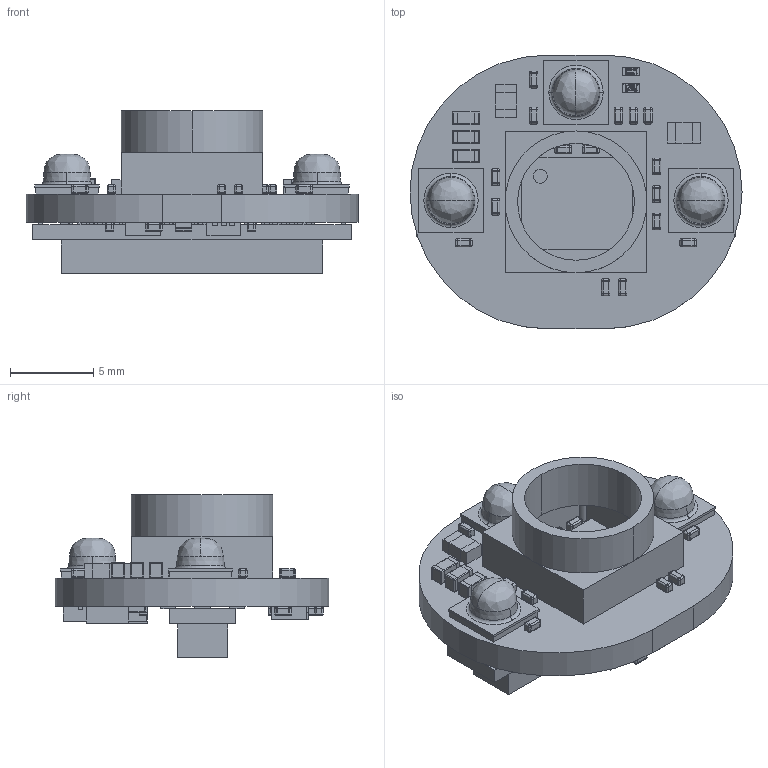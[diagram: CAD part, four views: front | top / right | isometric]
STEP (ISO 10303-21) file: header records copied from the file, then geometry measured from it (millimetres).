
FILE_DESCRIPTION(('Open CASCADE Model'),'2;1');
FILE_NAME('Open CASCADE Shape Model','2018-01-24T03:30:49',('Author'),( 'Open CASCADE'),'Open CASCADE STEP processor 6.8','Open CASCADE 6.8' ,'Unknown');
FILE_SCHEMA(('AUTOMOTIVE_DESIGN { 1 0 10303 214 1 1 1 1 }'));
Length unit declared in the file: millimetre
Products named in the file (84): PCB; Board; C31; CAPC1005X55N_EIA_0402; L2; LQM21NN0_1-2_2u; L1; JP1; 60R-JMDSS-G-1-TF(S); D3; SFH_4715AS_110615_geometry_RGB13421772; D2; D1; U6; 6444022080; Open_CASCADE_STEP_translator_6.8_14.1; Body; Open_CASCADE_STEP_translator_6.8_14.2.1; ball; U5; 5793697024; Open_CASCADE_STEP_translator_6.8_24.1; Open_CASCADE_STEP_translator_6.8_24.2.1; Thermal_Shape; Pin_Shape; Open_CASCADE_STEP_translator_6.8_24.4.1; U4; 6189152384; Extruded; U3; 5774264064; U2; 5793707776; U1; 7202326848; Open_CASCADE_STEP_translator_6.8_12.1; Open_CASCADE_STEP_translator_6.8_12.2.1; Open_CASCADE_STEP_translator_6.8_12.4.1; R6; User_Library-RESC1005X04N ...
Assembly tree (195 placements, depth 5):
  PCB
    Board
    C31
      CAPC1005X55N_EIA_0402
    L2
      LQM21NN0_1-2_2u
    L1
      LQM21NN0_1-2_2u
    JP1
      60R-JMDSS-G-1-TF(S)
    D3
      SFH_4715AS_110615_geometry_RGB13421772
    D2
      SFH_4715AS_110615_geometry_RGB13421772
    D1
      SFH_4715AS_110615_geometry_RGB13421772
    U6
      6444022080
        Open_CASCADE_STEP_translator_6.8_14.1
        Body
          Open_CASCADE_STEP_translator_6.8_14.2.1
        ball  x44
    U5
      5793697024
        Open_CASCADE_STEP_translator_6.8_24.1
        Body
          Open_CASCADE_STEP_translator_6.8_24.2.1
        Thermal_Shape
        Pin_Shape  x6
          Open_CASCADE_STEP_translator_6.8_24.4.1
    U4
      6189152384
        Extruded
    U3
      5774264064
        Extruded
    U2
      5793707776
        Extruded
    U1
      7202326848
        Open_CASCADE_STEP_translator_6.8_12.1
        Body
          Open_CASCADE_STEP_translator_6.8_12.2.1
        Thermal_Shape
        Pin_Shape  x28
          Open_CASCADE_STEP_translator_6.8_12.4.1
    R6
      User_Library-RESC1005X04N
    R5
      User_Library-RESC1005X04N
    R4
      User_Library-RESC1005X04N
    R3
      User_Library-RESC1005X04N
    R2
      User_Library-RESC1005X04N
    R1
      User_Library-RESC1005X04N
    C30
Bounding box: 19.9 x 16.4 x 9.75 mm (x, y, z)
Volume: 853.4 mm3; surface area: 1844.8 mm2
Topology: 135 solids, 138 shells, 3062 faces, 7390 edges, 4274 vertices
Faces by surface type: plane 1772, cylinder 845, sphere 292, bspline 141, cone 6, torus 6
Full cylindrical faces by diameter (mm): 0.25 x1, 0.6 x4, 0.625 x1, 0.826 x1
Entity records: 27378 total; most frequent: CARTESIAN_POINT 5087, ORIENTED_EDGE 3795, DIRECTION 3741, EDGE_CURVE 1899, LINE 1545, VECTOR 1545, VERTEX_POINT 1212, AXIS2_PLACEMENT_3D 1098
